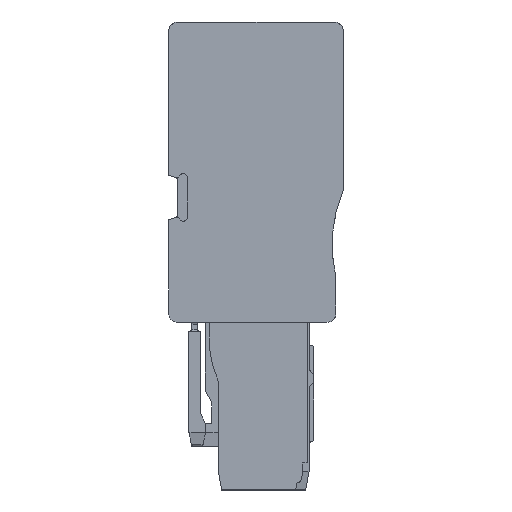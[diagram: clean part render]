
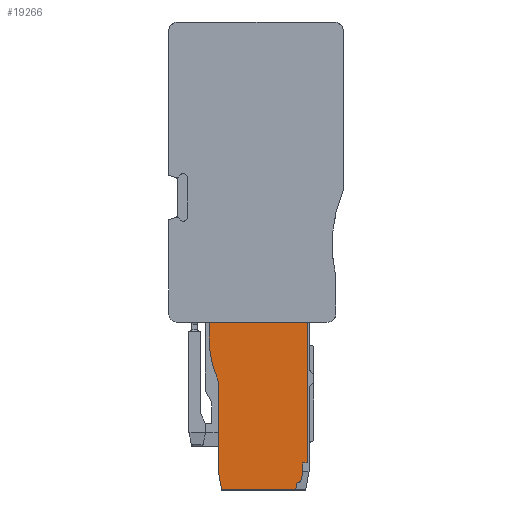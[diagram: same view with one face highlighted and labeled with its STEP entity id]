
A CAD part, left-side view. The second image highlights one B-rep face of the part: STEP entity #19266.
In plain terms, the highlighted planar face has unit normal (-1, 0, 0).
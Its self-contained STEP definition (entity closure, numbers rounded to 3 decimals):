
#14581=AXIS2_PLACEMENT_3D('Plane Axis2P3D',#14578,#14579,#14580) ;
#15310=AXIS2_PLACEMENT_3D('Circle Axis2P3D',#15308,#15309,$) ;
#18902=AXIS2_PLACEMENT_3D('Circle Axis2P3D',#18900,#18901,$) ;
#18945=AXIS2_PLACEMENT_3D('Circle Axis2P3D',#18943,#18944,$) ;
#14578=CARTESIAN_POINT('Axis2P3D Location',(0.8,8.8,18.25)) ;
#15260=CARTESIAN_POINT('Vertex',(0.8,14.6,16.433)) ;
#15263=CARTESIAN_POINT('Line Origine',(0.8,14.6,17.341)) ;
#15267=CARTESIAN_POINT('Vertex',(0.8,14.6,18.25)) ;
#15305=CARTESIAN_POINT('Vertex',(0.8,13.6,11.85)) ;
#15308=CARTESIAN_POINT('Axis2P3D Location',(0.8,3.6,16.433)) ;
#15366=CARTESIAN_POINT('Vertex',(0.8,13.6,2.)) ;
#15369=CARTESIAN_POINT('Line Origine',(0.8,13.6,6.925)) ;
#15424=CARTESIAN_POINT('Vertex',(0.8,13.247,0.)) ;
#15429=CARTESIAN_POINT('Line Origine',(0.8,13.424,1.)) ;
#15451=CARTESIAN_POINT('Line Origine',(0.8,9.213,0.)) ;
#15455=CARTESIAN_POINT('Vertex',(0.8,5.178,0.)) ;
#15504=CARTESIAN_POINT('Vertex',(0.8,5.036,0.8)) ;
#15507=CARTESIAN_POINT('Line Origine',(0.8,5.107,0.4)) ;
#15533=CARTESIAN_POINT('Vertex',(0.8,4.425,2.951)) ;
#15540=CARTESIAN_POINT('Vertex',(0.8,3.91,2.951)) ;
#15543=CARTESIAN_POINT('Line Origine',(0.8,4.167,2.951)) ;
#18897=CARTESIAN_POINT('Vertex',(0.8,4.544,1.213)) ;
#18900=CARTESIAN_POINT('Axis2P3D Location',(0.8,5.036,1.3)) ;
#18916=CARTESIAN_POINT('Vertex',(0.8,4.44,1.8)) ;
#18919=CARTESIAN_POINT('Line Origine',(0.8,4.492,1.507)) ;
#18940=CARTESIAN_POINT('Vertex',(0.8,4.425,1.974)) ;
#18943=CARTESIAN_POINT('Axis2P3D Location',(0.8,5.426,1.974)) ;
#18955=CARTESIAN_POINT('Line Origine',(0.8,4.425,2.462)) ;
#19239=CARTESIAN_POINT('Line Origine',(0.8,9.255,18.25)) ;
#19243=CARTESIAN_POINT('Vertex',(0.8,3.91,18.25)) ;
#19246=CARTESIAN_POINT('Line Origine',(0.8,3.91,10.601)) ;
#14579=DIRECTION('Axis2P3D Direction',(-1.,0.,0.)) ;
#14580=DIRECTION('Axis2P3D XDirection',(0.,-1.,0.)) ;
#15264=DIRECTION('Vector Direction',(0.,0.,-1.)) ;
#15309=DIRECTION('Axis2P3D Direction',(1.,0.,0.)) ;
#15370=DIRECTION('Vector Direction',(0.,0.,-1.)) ;
#15430=DIRECTION('Vector Direction',(0.,-0.174,-0.985)) ;
#15452=DIRECTION('Vector Direction',(0.,-1.,0.)) ;
#15508=DIRECTION('Vector Direction',(0.,0.174,-0.985)) ;
#15544=DIRECTION('Vector Direction',(0.,1.,0.)) ;
#18901=DIRECTION('Axis2P3D Direction',(1.,0.,0.)) ;
#18920=DIRECTION('Vector Direction',(0.,-0.174,0.985)) ;
#18944=DIRECTION('Axis2P3D Direction',(1.,0.,0.)) ;
#18956=DIRECTION('Vector Direction',(0.,0.,1.)) ;
#19240=DIRECTION('Vector Direction',(0.,1.,0.)) ;
#19247=DIRECTION('Vector Direction',(0.,0.,1.)) ;
#15265=VECTOR('Line Direction',#15264,1.) ;
#15371=VECTOR('Line Direction',#15370,1.) ;
#15431=VECTOR('Line Direction',#15430,1.) ;
#15453=VECTOR('Line Direction',#15452,1.) ;
#15509=VECTOR('Line Direction',#15508,1.) ;
#15545=VECTOR('Line Direction',#15544,1.) ;
#18921=VECTOR('Line Direction',#18920,1.) ;
#18957=VECTOR('Line Direction',#18956,1.) ;
#19241=VECTOR('Line Direction',#19240,1.) ;
#19248=VECTOR('Line Direction',#19247,1.) ;
#19252=ORIENTED_EDGE('',*,*,#19245,.T.) ;
#19253=ORIENTED_EDGE('',*,*,#15269,.T.) ;
#19254=ORIENTED_EDGE('',*,*,#15312,.F.) ;
#19255=ORIENTED_EDGE('',*,*,#15373,.T.) ;
#19256=ORIENTED_EDGE('',*,*,#15433,.T.) ;
#19257=ORIENTED_EDGE('',*,*,#15457,.T.) ;
#19258=ORIENTED_EDGE('',*,*,#15511,.F.) ;
#19259=ORIENTED_EDGE('',*,*,#18904,.T.) ;
#19260=ORIENTED_EDGE('',*,*,#18923,.T.) ;
#19261=ORIENTED_EDGE('',*,*,#18947,.T.) ;
#19262=ORIENTED_EDGE('',*,*,#18959,.T.) ;
#19263=ORIENTED_EDGE('',*,*,#15547,.F.) ;
#19264=ORIENTED_EDGE('',*,*,#19250,.T.) ;
#19266=ADVANCED_FACE('66463_MLD_APG_4_L.1\\66463_MLD_APG_4_L',(#19265),#14582,.T.) ;
#15311=CIRCLE('generated circle',#15310,11.) ;
#18903=CIRCLE('generated circle',#18902,0.5) ;
#18946=CIRCLE('generated circle',#18945,1.001) ;
#15269=EDGE_CURVE('',#15268,#15261,#15266,.T.) ;
#15312=EDGE_CURVE('',#15306,#15261,#15311,.T.) ;
#15373=EDGE_CURVE('',#15306,#15367,#15372,.T.) ;
#15433=EDGE_CURVE('',#15367,#15425,#15432,.T.) ;
#15457=EDGE_CURVE('',#15425,#15456,#15454,.T.) ;
#15511=EDGE_CURVE('',#15505,#15456,#15510,.T.) ;
#15547=EDGE_CURVE('',#15541,#15534,#15546,.T.) ;
#18904=EDGE_CURVE('',#15505,#18898,#18903,.F.) ;
#18923=EDGE_CURVE('',#18898,#18917,#18922,.T.) ;
#18947=EDGE_CURVE('',#18917,#18941,#18946,.F.) ;
#18959=EDGE_CURVE('',#18941,#15534,#18958,.T.) ;
#19245=EDGE_CURVE('',#19244,#15268,#19242,.T.) ;
#19250=EDGE_CURVE('',#15541,#19244,#19249,.T.) ;
#19251=EDGE_LOOP('',(#19252,#19253,#19254,#19255,#19256,#19257,#19258,#19259,#19260,#19261,#19262,#19263,#19264)) ;
#19265=FACE_OUTER_BOUND('',#19251,.T.) ;
#15266=LINE('Line',#15263,#15265) ;
#15372=LINE('Line',#15369,#15371) ;
#15432=LINE('Line',#15429,#15431) ;
#15454=LINE('Line',#15451,#15453) ;
#15510=LINE('Line',#15507,#15509) ;
#15546=LINE('Line',#15543,#15545) ;
#18922=LINE('Line',#18919,#18921) ;
#18958=LINE('Line',#18955,#18957) ;
#19242=LINE('Line',#19239,#19241) ;
#19249=LINE('Line',#19246,#19248) ;
#14582=PLANE('',#14581) ;
#15261=VERTEX_POINT('',#15260) ;
#15268=VERTEX_POINT('',#15267) ;
#15306=VERTEX_POINT('',#15305) ;
#15367=VERTEX_POINT('',#15366) ;
#15425=VERTEX_POINT('',#15424) ;
#15456=VERTEX_POINT('',#15455) ;
#15505=VERTEX_POINT('',#15504) ;
#15534=VERTEX_POINT('',#15533) ;
#15541=VERTEX_POINT('',#15540) ;
#18898=VERTEX_POINT('',#18897) ;
#18917=VERTEX_POINT('',#18916) ;
#18941=VERTEX_POINT('',#18940) ;
#19244=VERTEX_POINT('',#19243) ;
